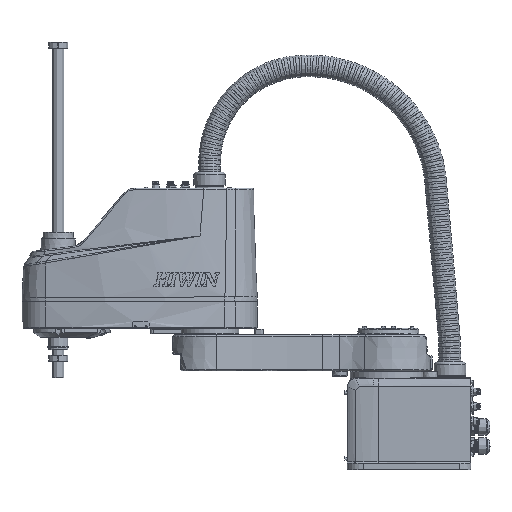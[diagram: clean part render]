
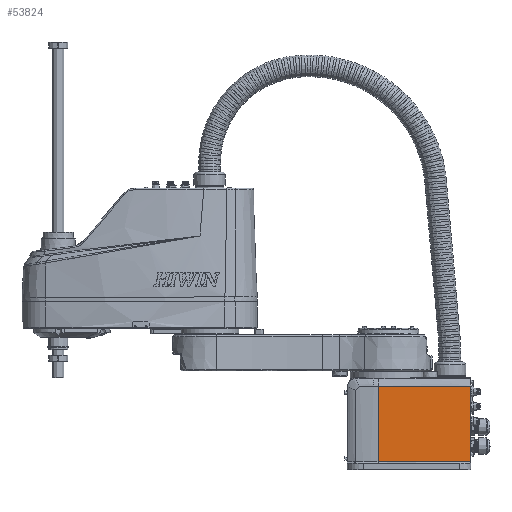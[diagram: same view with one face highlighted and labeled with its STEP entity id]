
A CAD part, left-side view. The second image highlights one B-rep face of the part: STEP entity #53824.
In plain terms, the highlighted planar face has unit normal (-1, 0, 0).
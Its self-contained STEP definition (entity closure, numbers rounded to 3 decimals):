
#2821=FACE_OUTER_BOUND('',#6125,.T.);
#6125=EDGE_LOOP('',(#33985,#33986,#33987,#33988));
#14089=LINE('',#79547,#17360);
#14152=LINE('',#81019,#17423);
#14153=LINE('',#81184,#17424);
#14154=LINE('',#81186,#17425);
#17360=VECTOR('',#63741,10.);
#17423=VECTOR('',#63984,136.803);
#17424=VECTOR('',#63993,168.812);
#17425=VECTOR('',#63996,168.812);
#20638=VERTEX_POINT('',#79544);
#20639=VERTEX_POINT('',#79546);
#20741=VERTEX_POINT('',#81015);
#20743=VERTEX_POINT('',#81018);
#25836=EDGE_CURVE('',#20639,#20638,#14089,.T.);
#25986=EDGE_CURVE('',#20741,#20743,#14152,.T.);
#25992=EDGE_CURVE('',#20639,#20741,#14153,.T.);
#25993=EDGE_CURVE('',#20743,#20638,#14154,.T.);
#33985=ORIENTED_EDGE('',*,*,#25992,.F.);
#33986=ORIENTED_EDGE('',*,*,#25836,.T.);
#33987=ORIENTED_EDGE('',*,*,#25993,.F.);
#33988=ORIENTED_EDGE('',*,*,#25986,.F.);
#49519=PLANE('',#57577);
#53824=ADVANCED_FACE('',(#2821),#49519,.T.);
#57577=AXIS2_PLACEMENT_3D('',#81185,#63994,#63995);
#63741=DIRECTION('',(0.,1.,0.));
#63984=DIRECTION('',(0.,1.,0.));
#63993=DIRECTION('',(0.,0.,-1.));
#63994=DIRECTION('center_axis',(-1.,0.,0.));
#63995=DIRECTION('ref_axis',(0.,0.,1.));
#63996=DIRECTION('',(0.,0.,1.));
#79544=CARTESIAN_POINT('',(-65.001,139.807,220.));
#79546=CARTESIAN_POINT('',(-65.001,3.,220.));
#79547=CARTESIAN_POINT('',(-65.001,116.846,220.));
#81015=CARTESIAN_POINT('',(-65.001,3.,51.188));
#81018=CARTESIAN_POINT('',(-65.001,139.803,51.188));
#81019=CARTESIAN_POINT('',(-65.001,3.,51.188));
#81184=CARTESIAN_POINT('',(-65.001,3.,220.));
#81185=CARTESIAN_POINT('Origin',(-65.001,155.,-5.));
#81186=CARTESIAN_POINT('',(-65.001,139.803,51.188));
